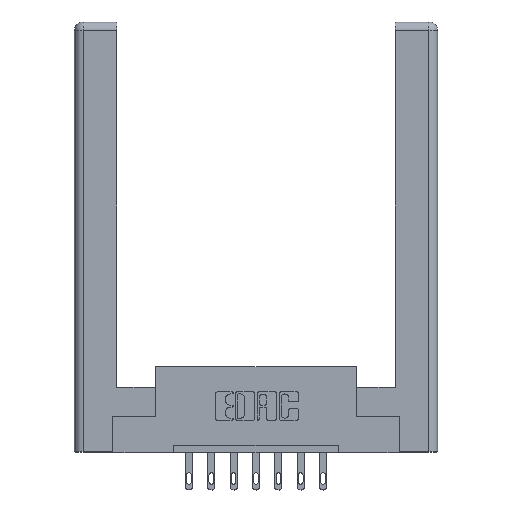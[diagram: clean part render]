
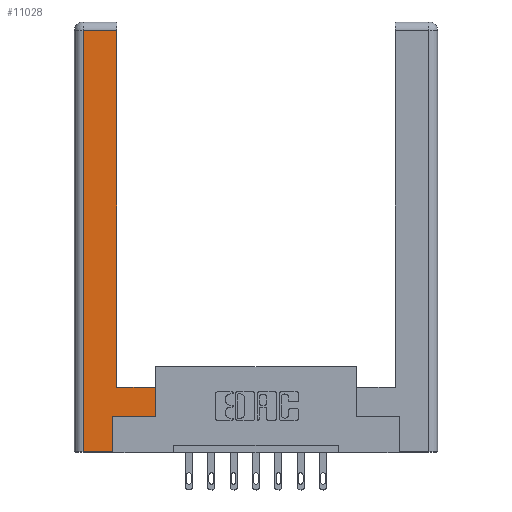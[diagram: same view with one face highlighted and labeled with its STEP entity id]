
A CAD part, top view. The second image highlights one B-rep face of the part: STEP entity #11028.
In plain terms, the highlighted planar face has unit normal (0, 0, 1).
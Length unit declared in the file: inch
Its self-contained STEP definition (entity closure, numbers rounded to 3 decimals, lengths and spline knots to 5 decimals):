
#105 = DIRECTION ( 'NONE',  ( 1., 0., 0. ) ) ;
#623 = EDGE_CURVE ( 'NONE', #11210, #1675, #8244, .T. ) ;
#725 = VECTOR ( 'NONE', #1383, 39.37008 ) ;
#1354 = DIRECTION ( 'NONE',  ( -1., 0., 0. ) ) ;
#1383 = DIRECTION ( 'NONE',  ( 0., 1., 0. ) ) ;
#1460 = ORIENTED_EDGE ( 'NONE', *, *, #8682, .T. ) ;
#1561 = DIRECTION ( 'NONE',  ( 0., -1., 0. ) ) ;
#1675 = VERTEX_POINT ( 'NONE', #11539 ) ;
#2040 = CARTESIAN_POINT ( 'NONE',  ( 0.295, 2.94, 0. ) ) ;
#2220 = VECTOR ( 'NONE', #9217, 39.37008 ) ;
#2782 = LINE ( 'NONE', #3975, #6605 ) ;
#2881 = VERTEX_POINT ( 'NONE', #8810 ) ;
#3731 = EDGE_CURVE ( 'NONE', #2881, #7507, #8912, .T. ) ;
#3787 = DIRECTION ( 'NONE',  ( -1., 0., 0. ) ) ;
#3975 = CARTESIAN_POINT ( 'NONE',  ( 0.295, 3., 0. ) ) ;
#4128 = CARTESIAN_POINT ( 'NONE',  ( 0.0615, 2.94, 0. ) ) ;
#4562 = EDGE_CURVE ( 'NONE', #11711, #2881, #8884, .T. ) ;
#4689 = VECTOR ( 'NONE', #1561, 39.37008 ) ;
#4881 = DIRECTION ( 'NONE',  ( 0., 1., 0. ) ) ;
#4982 = LINE ( 'NONE', #5200, #4689 ) ;
#5200 = CARTESIAN_POINT ( 'NONE',  ( 0.0615, 0., 0. ) ) ;
#5204 = VECTOR ( 'NONE', #105, 39.37008 ) ;
#5709 = PLANE ( 'NONE',  #5964 ) ;
#5770 = CARTESIAN_POINT ( 'NONE',  ( 0.565, 0.45, 0. ) ) ;
#5865 = CARTESIAN_POINT ( 'NONE',  ( 0.565, 0.45, 0. ) ) ;
#5964 = AXIS2_PLACEMENT_3D ( 'NONE', #9531, #8566, #3787 ) ;
#5994 = ORIENTED_EDGE ( 'NONE', *, *, #8727, .T. ) ;
#6039 = CARTESIAN_POINT ( 'NONE',  ( 0.265, 0.245, 0. ) ) ;
#6225 = ORIENTED_EDGE ( 'NONE', *, *, #8909, .T. ) ;
#6570 = DIRECTION ( 'NONE',  ( 0., 1., 0. ) ) ;
#6605 = VECTOR ( 'NONE', #4881, 39.37008 ) ;
#6654 = LINE ( 'NONE', #12139, #2220 ) ;
#6697 = DIRECTION ( 'NONE',  ( -1., 0., 0. ) ) ;
#7171 = EDGE_CURVE ( 'NONE', #12096, #11711, #6654, .T. ) ;
#7507 = VERTEX_POINT ( 'NONE', #8749 ) ;
#8244 = LINE ( 'NONE', #10803, #11825 ) ;
#8566 = DIRECTION ( 'NONE',  ( 0., 0., -1. ) ) ;
#8682 = EDGE_CURVE ( 'NONE', #11265, #9312, #10328, .T. ) ;
#8727 = EDGE_CURVE ( 'NONE', #1675, #11265, #2782, .T. ) ;
#8749 = CARTESIAN_POINT ( 'NONE',  ( 0.565, 0.245, 0. ) ) ;
#8810 = CARTESIAN_POINT ( 'NONE',  ( 0.265, 0.245, 0. ) ) ;
#8884 = LINE ( 'NONE', #6039, #725 ) ;
#8909 = EDGE_CURVE ( 'NONE', #9312, #12096, #4982, .T. ) ;
#8912 = LINE ( 'NONE', #11736, #5204 ) ;
#8959 = LINE ( 'NONE', #5770, #10604 ) ;
#9217 = DIRECTION ( 'NONE',  ( 1., 0., 0. ) ) ;
#9231 = ORIENTED_EDGE ( 'NONE', *, *, #9772, .T. ) ;
#9312 = VERTEX_POINT ( 'NONE', #4128 ) ;
#9531 = CARTESIAN_POINT ( 'NONE',  ( 0., 0., 0. ) ) ;
#9597 = CARTESIAN_POINT ( 'NONE',  ( 0.265, 0., 0. ) ) ;
#9716 = ORIENTED_EDGE ( 'NONE', *, *, #623, .T. ) ;
#9772 = EDGE_CURVE ( 'NONE', #7507, #11210, #8959, .T. ) ;
#9974 = FACE_OUTER_BOUND ( 'NONE', #12002, .T. ) ;
#10230 = ORIENTED_EDGE ( 'NONE', *, *, #7171, .T. ) ;
#10328 = LINE ( 'NONE', #11475, #10634 ) ;
#10604 = VECTOR ( 'NONE', #6570, 39.37008 ) ;
#10634 = VECTOR ( 'NONE', #6697, 39.37008 ) ;
#10732 = ORIENTED_EDGE ( 'NONE', *, *, #4562, .T. ) ;
#10803 = CARTESIAN_POINT ( 'NONE',  ( 0.295, 0.45, 0. ) ) ;
#11028 = ADVANCED_FACE ( 'NONE', ( #9974 ), #5709, .F. ) ;
#11131 = CARTESIAN_POINT ( 'NONE',  ( 0.0615, 0., 0. ) ) ;
#11210 = VERTEX_POINT ( 'NONE', #5865 ) ;
#11265 = VERTEX_POINT ( 'NONE', #2040 ) ;
#11475 = CARTESIAN_POINT ( 'NONE',  ( 0.0615, 2.94, 0. ) ) ;
#11539 = CARTESIAN_POINT ( 'NONE',  ( 0.295, 0.45, 0. ) ) ;
#11711 = VERTEX_POINT ( 'NONE', #9597 ) ;
#11736 = CARTESIAN_POINT ( 'NONE',  ( 0.565, 0.245, 0. ) ) ;
#11825 = VECTOR ( 'NONE', #1354, 39.37008 ) ;
#11931 = ORIENTED_EDGE ( 'NONE', *, *, #3731, .T. ) ;
#12002 = EDGE_LOOP ( 'NONE', ( #5994, #1460, #6225, #10230, #10732, #11931, #9231, #9716 ) ) ;
#12096 = VERTEX_POINT ( 'NONE', #11131 ) ;
#12139 = CARTESIAN_POINT ( 'NONE',  ( 0.265, 0., 0. ) ) ;
